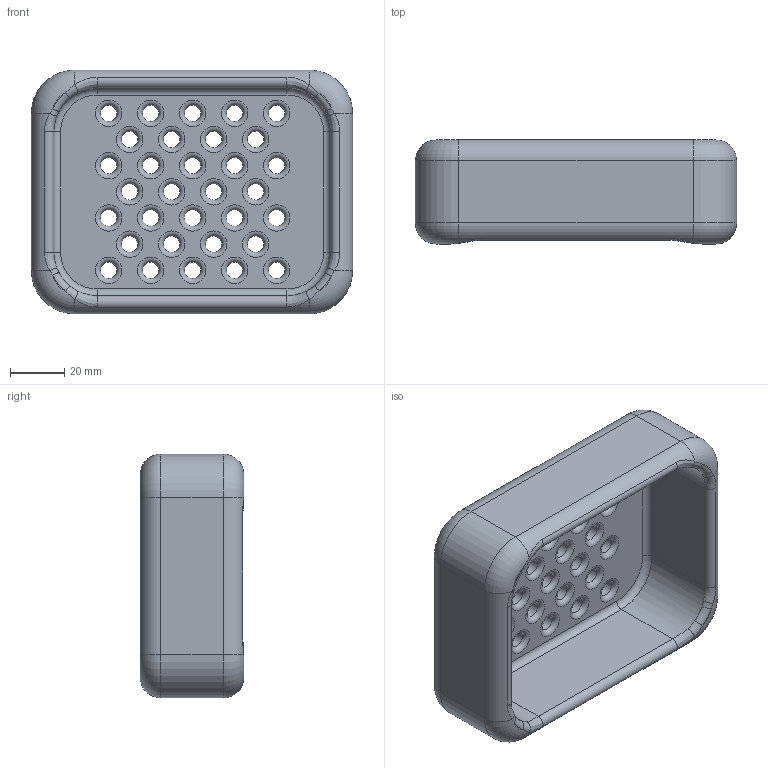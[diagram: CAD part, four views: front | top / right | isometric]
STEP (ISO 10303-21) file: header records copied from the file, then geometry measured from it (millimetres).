
FILE_DESCRIPTION(/* description */ ('STEP AP242','CAx-IF Rec.Pracs.---Representation and Presentation of Product Manufacturing Information (PMI)---4.0---2014-10-13','CAx-IF Rec.Pracs.---3D Tessellated Geometry---0.4---2014-09-14','2;1'),/* implementation_level */ '2;1');
FILE_NAME(/* name */ '66b2e0d273c0dc008768de9d',/* time_stamp */ '2024-08-07T02:49:55Z',/* author */ (''),/* organization */ (''),/* preprocessor_version */ 'ST-DEVELOPER v20',/* originating_system */ ' ',/* authorisation */ ' ');
FILE_SCHEMA (('AP242_MANAGED_MODEL_BASED_3D_ENGINEERING_MIM_LF { 1 0 10303 442 1 1 4 }'));
Length unit declared in the file: metre
Products named in the file (1): Part 1
Bounding box: 117.99 x 38.1 x 89.56 mm (x, y, z)
Volume: 131517 mm3; surface area: 44233.7 mm2
Topology: 1 solids, 1 shells, 362 faces, 871 edges, 518 vertices
Faces by surface type: bspline 191, cylinder 82, torus 48, plane 41
Full cylindrical faces by diameter (mm): 6.005 x32
Entity records: 11516 total; most frequent: CARTESIAN_POINT 4331, ORIENTED_EDGE 1614, DIRECTION 1122, EDGE_CURVE 807, VERTEX_POINT 518, EDGE_LOOP 497, FACE_BOUND 497, AXIS2_PLACEMENT_3D 450
